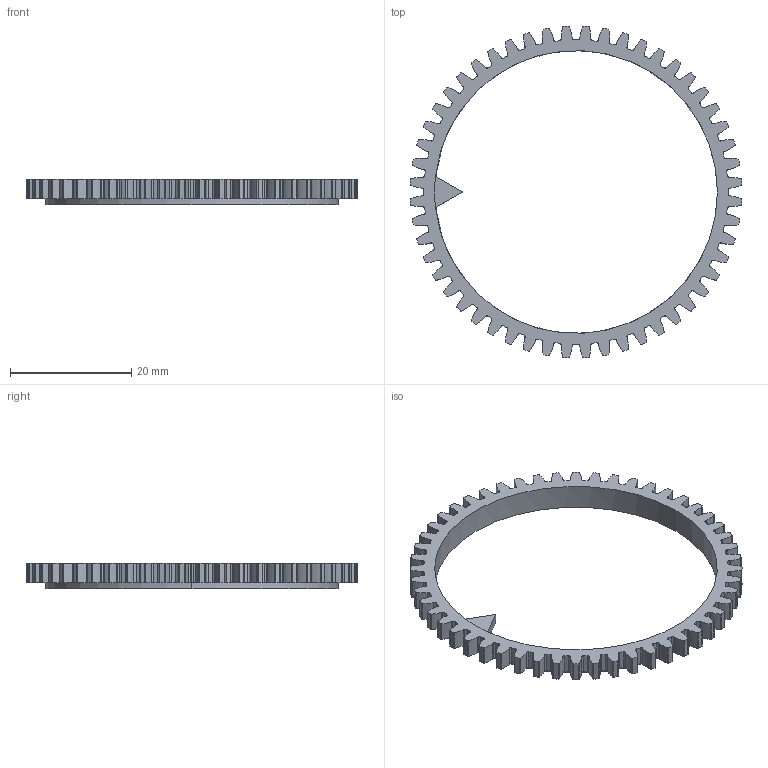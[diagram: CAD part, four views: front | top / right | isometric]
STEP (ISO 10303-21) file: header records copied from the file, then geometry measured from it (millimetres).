
FILE_DESCRIPTION (( 'STEP AP214' ), '1' );
FILE_NAME ('Radar Altimeter Limit Indexer Ring.STEP', '2021-03-20T01:11:13', ( '' ), ( '' ), 'SwSTEP 2.0', 'SolidWorks 2019', '' );
FILE_SCHEMA (( 'AUTOMOTIVE_DESIGN' ));
Length unit declared in the file: inch
Products named in the file (1): Radar Altimeter Limit Indexer Ring
Bounding box: 54.8 x 54.8 x 4.19 mm (x, y, z)
Volume: 1593.2 mm3; surface area: 2810 mm2
Topology: 1 solids, 1 shells, 578 faces, 1723 edges, 1148 vertices
Faces by surface type: cylinder 363, plane 111, bspline 104
Entity records: 37886 total; most frequent: CARTESIAN_POINT 14786, ORIENTED_EDGE 3446, DIRECTION 3194, EDGE_CURVE 1723, AXIS2_PLACEMENT_3D 1204, VERTEX_POINT 1148, VECTOR 786, LINE 786
